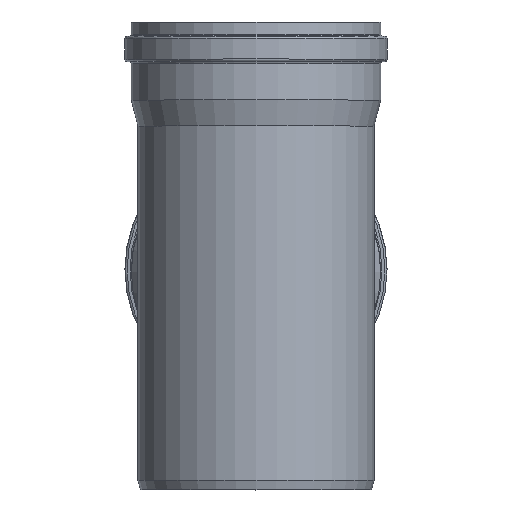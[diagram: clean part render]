
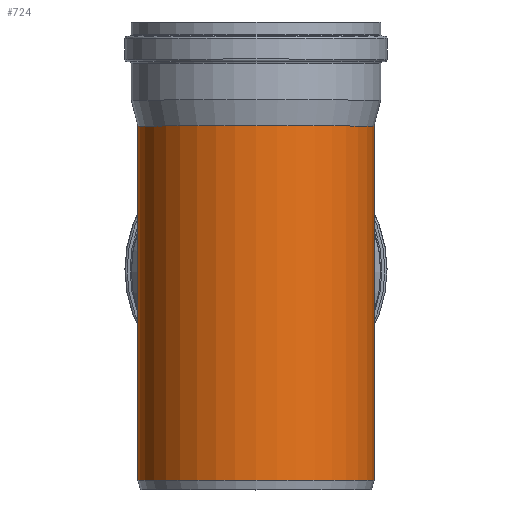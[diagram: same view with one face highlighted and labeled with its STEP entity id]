
A CAD part, top view. The second image highlights one B-rep face of the part: STEP entity #724.
In plain terms, the highlighted cylindrical face has radius 250 mm (diameter 500 mm), a full revolution.
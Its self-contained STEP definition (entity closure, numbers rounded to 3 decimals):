
#151=CYLINDRICAL_SURFACE('',#789,250.);
#169=B_SPLINE_CURVE_WITH_KNOTS('',3,(#1977,#1978,#1979,#1980,#1981,#1982,
#1983,#1984,#1985,#1986,#1987,#1988,#1989,#1990,#1991,#1992,#1993,#1994,
#1995,#1996,#1997,#1998,#1999,#2000,#2001,#2002,#2003,#2004,#2005,#2006,
#2007,#2008,#2009,#2010,#2011,#2012,#2013,#2014,#2015,#2016,#2017,#2018,
#2019,#2020,#2021,#2022,#2023,#2024,#2025,#2026,#2027,#2028),
 .UNSPECIFIED.,.T.,.F.,(4,1,1,1,1,1,1,1,1,1,1,1,1,1,1,1,1,1,1,1,1,1,1,1,
1,1,1,1,1,1,1,1,1,1,1,1,1,1,1,1,1,1,1,1,1,1,1,1,1,4),(-162.135,
-160.688,-159.24,-156.345,-153.449,
-150.554,-144.764,-138.973,-136.399,
-131.252,-127.392,-123.532,-119.671,
-115.811,-111.95,-108.09,-104.23,
-100.369,-96.509,-92.649,-88.788,
-86.215,-84.928,-83.641,-82.354,
-81.068,-79.781,-77.207,-75.277,
-73.347,-69.486,-65.626,-61.766,
-57.905,-54.045,-48.898,-46.324,
-42.464,-38.604,-34.743,-30.883,
-25.736,-23.162,-17.372,-11.581,-8.686,
-5.791,-2.895,-1.448,0.),
 .UNSPECIFIED.);
#174=CIRCLE('',#790,250.);
#175=CIRCLE('',#791,250.);
#240=FACE_BOUND('',#363,.T.);
#241=FACE_BOUND('',#364,.T.);
#299=FACE_OUTER_BOUND('',#362,.T.);
#362=EDGE_LOOP('',(#608));
#363=EDGE_LOOP('',(#609));
#364=EDGE_LOOP('',(#610));
#477=VERTEX_POINT('',#1922);
#479=VERTEX_POINT('',#2031);
#480=VERTEX_POINT('',#2033);
#539=EDGE_CURVE('',#477,#477,#169,.T.);
#540=EDGE_CURVE('',#479,#479,#174,.T.);
#541=EDGE_CURVE('',#480,#480,#175,.T.);
#608=ORIENTED_EDGE('',*,*,#540,.F.);
#609=ORIENTED_EDGE('',*,*,#541,.T.);
#610=ORIENTED_EDGE('',*,*,#539,.F.);
#724=ADVANCED_FACE('',(#299,#240,#241),#151,.T.);
#789=AXIS2_PLACEMENT_3D('',#2030,#928,#929);
#790=AXIS2_PLACEMENT_3D('',#2032,#930,#931);
#791=AXIS2_PLACEMENT_3D('',#2034,#932,#933);
#928=DIRECTION('center_axis',(0.,-1.,0.));
#929=DIRECTION('ref_axis',(1.,0.,0.));
#930=DIRECTION('center_axis',(0.,-1.,0.));
#931=DIRECTION('ref_axis',(1.,0.,0.));
#932=DIRECTION('center_axis',(0.,-1.,0.));
#933=DIRECTION('ref_axis',(1.,0.,0.));
#1922=CARTESIAN_POINT('',(234.9,447.649,-85.57));
#1977=CARTESIAN_POINT('Ctrl Pts',(234.9,447.649,-85.57));
#1978=CARTESIAN_POINT('Ctrl Pts',(234.877,442.661,-85.631));
#1979=CARTESIAN_POINT('Ctrl Pts',(234.525,432.697,-86.604));
#1980=CARTESIAN_POINT('Ctrl Pts',(232.637,413.426,-91.642));
#1981=CARTESIAN_POINT('Ctrl Pts',(228.355,391.187,-102.164));
#1982=CARTESIAN_POINT('Ctrl Pts',(220.784,366.963,-117.768));
#1983=CARTESIAN_POINT('Ctrl Pts',(207.714,337.042,-140.247));
#1984=CARTESIAN_POINT('Ctrl Pts',(186.039,303.204,-169.056));
#1985=CARTESIAN_POINT('Ctrl Pts',(157.458,274.241,-195.346));
#1986=CARTESIAN_POINT('Ctrl Pts',(124.966,250.457,-217.458));
#1987=CARTESIAN_POINT('Ctrl Pts',(92.965,233.583,-233.416));
#1988=CARTESIAN_POINT('Ctrl Pts',(52.752,221.058,-245.378));
#1989=CARTESIAN_POINT('Ctrl Pts',(14.105,215.582,-250.633));
#1990=CARTESIAN_POINT('Ctrl Pts',(-25.266,216.504,-249.747));
#1991=CARTESIAN_POINT('Ctrl Pts',(-63.367,223.716,-242.833));
#1992=CARTESIAN_POINT('Ctrl Pts',(-98.62,236.463,-230.683));
#1993=CARTESIAN_POINT('Ctrl Pts',(-130.102,253.72,-214.404));
#1994=CARTESIAN_POINT('Ctrl Pts',(-157.482,274.55,-195.069));
#1995=CARTESIAN_POINT('Ctrl Pts',(-180.716,298.225,-173.651));
#1996=CARTESIAN_POINT('Ctrl Pts',(-199.931,324.303,-151.002));
#1997=CARTESIAN_POINT('Ctrl Pts',(-215.26,352.714,-128.047));
#1998=CARTESIAN_POINT('Ctrl Pts',(-225.451,380.312,-108.569));
#1999=CARTESIAN_POINT('Ctrl Pts',(-230.792,403.215,-96.222));
#2000=CARTESIAN_POINT('Ctrl Pts',(-233.253,419.625,-89.993));
#2001=CARTESIAN_POINT('Ctrl Pts',(-234.477,432.479,-86.733));
#2002=CARTESIAN_POINT('Ctrl Pts',(-235.005,445.738,-85.277));
#2003=CARTESIAN_POINT('Ctrl Pts',(-234.804,459.072,-85.836));
#2004=CARTESIAN_POINT('Ctrl Pts',(-233.603,476.515,-89.095));
#2005=CARTESIAN_POINT('Ctrl Pts',(-230.869,495.048,-96.112));
#2006=CARTESIAN_POINT('Ctrl Pts',(-226.437,514.217,-106.129));
#2007=CARTESIAN_POINT('Ctrl Pts',(-219.811,536.08,-119.536));
#2008=CARTESIAN_POINT('Ctrl Pts',(-209.24,561.618,-137.664));
#2009=CARTESIAN_POINT('Ctrl Pts',(-192.99,590.036,-159.761));
#2010=CARTESIAN_POINT('Ctrl Pts',(-172.956,616.417,-181.371));
#2011=CARTESIAN_POINT('Ctrl Pts',(-148.97,640.396,-201.631));
#2012=CARTESIAN_POINT('Ctrl Pts',(-117.778,663.724,-221.74));
#2013=CARTESIAN_POINT('Ctrl Pts',(-84.847,680.223,-236.182));
#2014=CARTESIAN_POINT('Ctrl Pts',(-48.431,691.329,-245.96));
#2015=CARTESIAN_POINT('Ctrl Pts',(-14.128,696.615,-250.634));
#2016=CARTESIAN_POINT('Ctrl Pts',(25.27,695.612,-249.746));
#2017=CARTESIAN_POINT('Ctrl Pts',(63.274,687.802,-242.848));
#2018=CARTESIAN_POINT('Ctrl Pts',(102.126,672.593,-229.486));
#2019=CARTESIAN_POINT('Ctrl Pts',(132.517,653.486,-212.873));
#2020=CARTESIAN_POINT('Ctrl Pts',(163.107,627.382,-190.565));
#2021=CARTESIAN_POINT('Ctrl Pts',(189.779,596.335,-164.665));
#2022=CARTESIAN_POINT('Ctrl Pts',(209.947,560.684,-136.772));
#2023=CARTESIAN_POINT('Ctrl Pts',(222.049,529.614,-115.31));
#2024=CARTESIAN_POINT('Ctrl Pts',(229.049,504.688,-100.551));
#2025=CARTESIAN_POINT('Ctrl Pts',(232.982,482.047,-90.745));
#2026=CARTESIAN_POINT('Ctrl Pts',(234.659,462.625,-86.235));
#2027=CARTESIAN_POINT('Ctrl Pts',(234.922,452.637,-85.508));
#2028=CARTESIAN_POINT('Ctrl Pts',(234.9,447.649,-85.57));
#2030=CARTESIAN_POINT('Origin',(0.,395.,0.));
#2031=CARTESIAN_POINT('',(250.,20.,0.));
#2032=CARTESIAN_POINT('Origin',(0.,20.,0.));
#2033=CARTESIAN_POINT('',(250.,770.,0.));
#2034=CARTESIAN_POINT('Origin',(0.,770.,0.));
